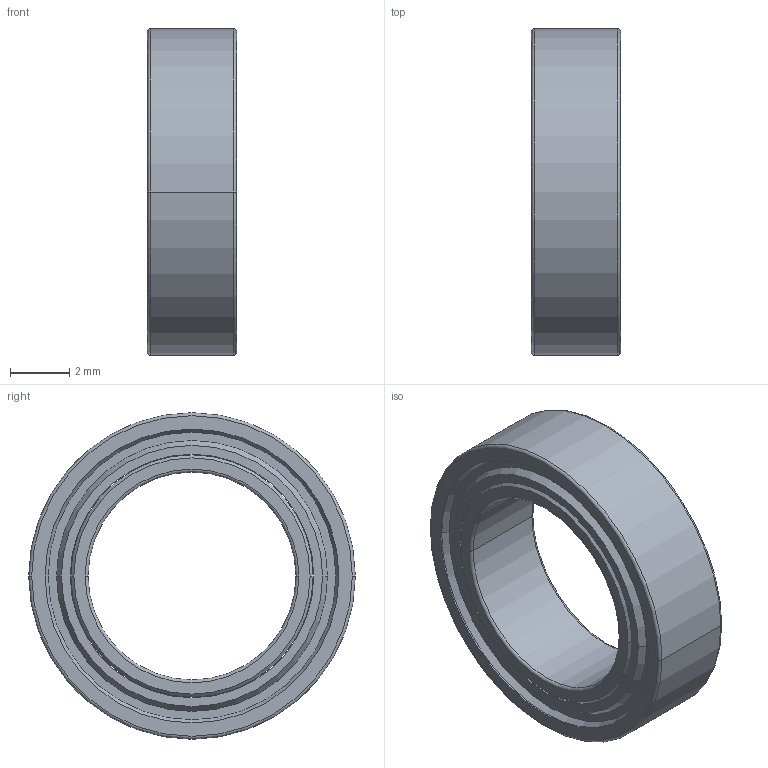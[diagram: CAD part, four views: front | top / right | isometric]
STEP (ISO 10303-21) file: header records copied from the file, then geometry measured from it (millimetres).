
FILE_DESCRIPTION(('STEP AP214'),'1');
FILE_NAME('inafag_smr117-2z_3fes0vqkg5dvwv61ba4hl5gdc.stp','2017-04-30T17:19:11',('TraceParts'),('TraceParts S.A.'),'Spatial InterOp 3D',' ',' ');
FILE_SCHEMA(('automotive_design'));
Length unit declared in the file: millimetre
Products named in the file (15): inafag_smr117-2z_3fes0vqkg5dvwv61ba4hl5gdc_1; inafag_smr117-2z_3fes0vqkg5dvwv61ba4hl5gdc_2; inafag_smr117-2z_3fes0vqkg5dvwv61ba4hl5gdc_3; inafag_smr117-2z_3fes0vqkg5dvwv61ba4hl5gdc_4; inafag_smr117-2z_3fes0vqkg5dvwv61ba4hl5gdc_5; inafag_smr117-2z_3fes0vqkg5dvwv61ba4hl5gdc_6; inafag_smr117-2z_3fes0vqkg5dvwv61ba4hl5gdc_7; inafag_smr117-2z_3fes0vqkg5dvwv61ba4hl5gdc_8; inafag_smr117-2z_3fes0vqkg5dvwv61ba4hl5gdc_9; inafag_smr117-2z_3fes0vqkg5dvwv61ba4hl5gdc_10; inafag_smr117-2z_3fes0vqkg5dvwv61ba4hl5gdc_11; inafag_smr117-2z_3fes0vqkg5dvwv61ba4hl5gdc_12; inafag_smr117-2z_3fes0vqkg5dvwv61ba4hl5gdc_13; inafag_smr117-2z_3fes0vqkg5dvwv61ba4hl5gdc_14; inafag_smr117-2z_3fes0vqkg5dvwv61ba4hl5gdc_15
Bounding box: 3 x 11 x 11 mm (x, y, z)
Volume: 113.4 mm3; surface area: 717.5 mm2
Topology: 15 solids, 15 shells, 292 faces, 898 edges, 530 vertices
Faces by surface type: torus 92, sphere 90, plane 50, cylinder 36, cone 24
Entity records: 18135 total; most frequent: CARTESIAN_POINT 5009, ORIENTED_EDGE 1580, DIRECTION 1526, STYLED_ITEM 967, PRESENTATION_STYLE_ASSIGNMENT 967, COLOUR_RGB 967, EDGE_CURVE 790, AXIS2_PLACEMENT_3D 733
